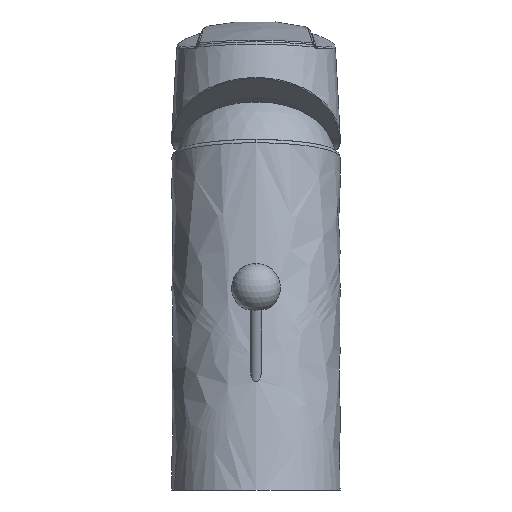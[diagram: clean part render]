
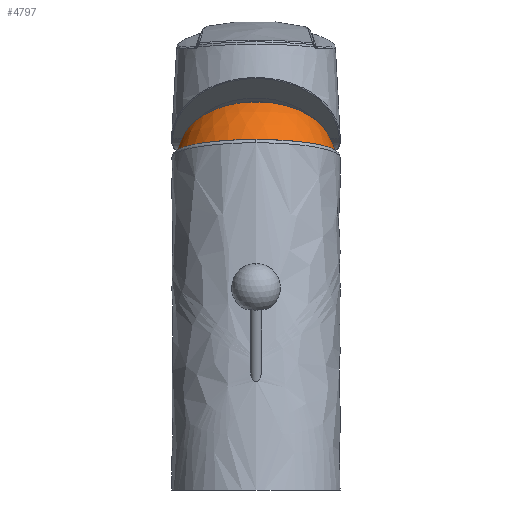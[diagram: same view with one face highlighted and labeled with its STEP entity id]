
A CAD part, left-side view. The second image highlights one B-rep face of the part: STEP entity #4797.
In plain terms, the highlighted spherical face has radius 24.5 mm.
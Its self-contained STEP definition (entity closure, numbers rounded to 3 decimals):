
#67=SPHERICAL_SURFACE('',#5025,24.5);
#169=CIRCLE('',#5005,22.749);
#170=CIRCLE('',#5006,22.749);
#178=CIRCLE('',#5026,23.649);
#798=ORIENTED_EDGE('',*,*,#1471,.F.);
#799=ORIENTED_EDGE('',*,*,#1461,.F.);
#800=ORIENTED_EDGE('',*,*,#1576,.F.);
#801=ORIENTED_EDGE('',*,*,#1575,.T.);
#802=ORIENTED_EDGE('',*,*,#1470,.F.);
#803=ORIENTED_EDGE('',*,*,#1577,.F.);
#804=ORIENTED_EDGE('',*,*,#1452,.F.);
#805=ORIENTED_EDGE('',*,*,#1593,.F.);
#806=ORIENTED_EDGE('',*,*,#1630,.F.);
#1452=EDGE_CURVE('',#1949,#1950,#2272,.T.);
#1461=EDGE_CURVE('',#1957,#1959,#2279,.T.);
#1470=EDGE_CURVE('',#1967,#1966,#2285,.T.);
#1471=EDGE_CURVE('',#1959,#1949,#2286,.T.);
#1575=EDGE_CURVE('',#2029,#1966,#2367,.F.);
#1576=EDGE_CURVE('',#2029,#1957,#169,.F.);
#1577=EDGE_CURVE('',#1950,#1967,#170,.F.);
#1593=EDGE_CURVE('',#2045,#2046,#2383,.T.);
#1630=EDGE_CURVE('',#2046,#2045,#178,.T.);
#1949=VERTEX_POINT('',#5975);
#1950=VERTEX_POINT('',#5981);
#1957=VERTEX_POINT('',#6017);
#1959=VERTEX_POINT('',#6024);
#1966=VERTEX_POINT('',#6150);
#1967=VERTEX_POINT('',#6151);
#2029=VERTEX_POINT('',#8648);
#2045=VERTEX_POINT('',#9640);
#2046=VERTEX_POINT('',#9641);
#2272=B_SPLINE_CURVE_WITH_KNOTS('',3,(#5976,#5977,#5978,#5979,#5980),
 .UNSPECIFIED.,.F.,.F.,(4,1,4),(0.002,0.005,
0.008),.UNSPECIFIED.);
#2279=B_SPLINE_CURVE_WITH_KNOTS('',3,(#6019,#6020,#6021,#6022,#6023),
 .UNSPECIFIED.,.F.,.F.,(4,1,4),(0.,0.003,
0.007),.UNSPECIFIED.);
#2285=B_SPLINE_CURVE_WITH_KNOTS('',3,(#6152,#6153,#6154,#6155,#6156,#6157,
#6158,#6159,#6160,#6161,#6162,#6163,#6164,#6165),.UNSPECIFIED.,.F.,.F.,
(4,1,1,1,1,1,1,1,1,1,1,4),(0.012,0.017,0.019,
0.022,0.024,0.027,0.032,
0.037,0.039,0.042,0.047,
0.052),.UNSPECIFIED.);
#2286=B_SPLINE_CURVE_WITH_KNOTS('',3,(#6319,#6320,#6321,#6322,#6323,#6324,
#6325,#6326,#6327,#6328,#6329,#6330,#6331,#6332,#6333,#6334,#6335,#6336,
#6337),.UNSPECIFIED.,.F.,.F.,(4,1,1,1,1,1,1,1,1,1,1,1,1,1,1,1,4),(0.002,
0.005,0.009,0.013,0.017,
0.02,0.024,0.028,0.032,
0.036,0.039,0.043,0.047,
0.051,0.054,0.058,0.062),
 .UNSPECIFIED.);
#2367=B_SPLINE_CURVE_WITH_KNOTS('',3,(#8644,#8645,#8646,#8647),
 .UNSPECIFIED.,.F.,.F.,(4,4),(0.854,0.854),
 .UNSPECIFIED.);
#2383=B_SPLINE_CURVE_WITH_KNOTS('',3,(#9632,#9633,#9634,#9635,#9636,#9637,
#9638,#9639),.UNSPECIFIED.,.F.,.F.,(4,1,1,1,1,4),(0.,
0.006,0.009,0.012,0.018,
0.025),.UNSPECIFIED.);
#2648=EDGE_LOOP('',(#798,#799,#800,#801,#802,#803,#804));
#2649=EDGE_LOOP('',(#805,#806));
#2898=FACE_BOUND('',#2648,.T.);
#2899=FACE_BOUND('',#2649,.T.);
#4797=ADVANCED_FACE('',(#2898,#2899),#67,.T.);
#5005=AXIS2_PLACEMENT_3D('',#8649,#5358,#5359);
#5006=AXIS2_PLACEMENT_3D('',#8650,#5360,#5361);
#5025=AXIS2_PLACEMENT_3D('',#14785,#5398,#5399);
#5026=AXIS2_PLACEMENT_3D('',#14786,#5400,#5401);
#5358=DIRECTION('',(-0.642,0.,-0.767));
#5359=DIRECTION('',(-0.767,0.,0.642));
#5360=DIRECTION('',(-0.642,0.,-0.767));
#5361=DIRECTION('',(-0.767,0.,0.642));
#5398=DIRECTION('',(-0.174,0.,-0.985));
#5399=DIRECTION('',(0.,-1.,0.));
#5400=DIRECTION('',(-0.174,0.,-0.985));
#5401=DIRECTION('',(0.,-1.,0.));
#5975=CARTESIAN_POINT('',(23.645,22.155,101.467));
#5976=CARTESIAN_POINT('',(23.645,22.155,101.467));
#5977=CARTESIAN_POINT('',(22.634,22.382,101.747));
#5978=CARTESIAN_POINT('',(20.601,22.598,102.545));
#5979=CARTESIAN_POINT('',(18.815,22.296,103.75));
#5980=CARTESIAN_POINT('',(18.008,22.023,104.426));
#5981=CARTESIAN_POINT('',(18.008,22.023,104.426));
#6017=CARTESIAN_POINT('',(18.008,-22.023,104.426));
#6019=CARTESIAN_POINT('',(18.008,-22.023,104.426));
#6020=CARTESIAN_POINT('',(18.815,-22.296,103.75));
#6021=CARTESIAN_POINT('',(20.598,-22.597,102.548));
#6022=CARTESIAN_POINT('',(22.62,-22.385,101.751));
#6023=CARTESIAN_POINT('',(23.639,-22.156,101.469));
#6024=CARTESIAN_POINT('',(23.639,-22.156,101.469));
#6150=CARTESIAN_POINT('',(11.376,-17.65,109.981));
#6151=CARTESIAN_POINT('',(11.378,17.652,109.98));
#6152=CARTESIAN_POINT('',(11.377,17.651,109.98));
#6153=CARTESIAN_POINT('',(10.384,16.59,110.82));
#6154=CARTESIAN_POINT('',(9.01,14.756,111.979));
#6155=CARTESIAN_POINT('',(7.547,12.017,113.211));
#6156=CARTESIAN_POINT('',(6.614,9.786,113.995));
#6157=CARTESIAN_POINT('',(5.88,7.437,114.612));
#6158=CARTESIAN_POINT('',(5.178,4.221,115.201));
#6159=CARTESIAN_POINT('',(4.816,-0.021,115.504));
#6160=CARTESIAN_POINT('',(5.175,-4.199,115.205));
#6161=CARTESIAN_POINT('',(5.888,-7.465,114.606));
#6162=CARTESIAN_POINT('',(6.856,-10.557,113.792));
#6163=CARTESIAN_POINT('',(8.579,-14.191,112.342));
#6164=CARTESIAN_POINT('',(10.373,-16.579,110.829));
#6165=CARTESIAN_POINT('',(11.376,-17.65,109.981));
#6319=CARTESIAN_POINT('',(23.639,-22.156,101.469));
#6320=CARTESIAN_POINT('',(24.83,-21.88,101.164));
#6321=CARTESIAN_POINT('',(27.191,-21.053,100.747));
#6322=CARTESIAN_POINT('',(30.478,-19.24,100.157));
#6323=CARTESIAN_POINT('',(33.412,-16.913,99.646));
#6324=CARTESIAN_POINT('',(35.949,-14.107,99.2));
#6325=CARTESIAN_POINT('',(37.979,-10.945,98.844));
#6326=CARTESIAN_POINT('',(39.485,-7.452,98.58));
#6327=CARTESIAN_POINT('',(40.396,-3.798,98.421));
#6328=CARTESIAN_POINT('',(40.706,0.006,98.369));
#6329=CARTESIAN_POINT('',(40.402,3.759,98.422));
#6330=CARTESIAN_POINT('',(39.48,7.464,98.584));
#6331=CARTESIAN_POINT('',(37.997,10.911,98.845));
#6332=CARTESIAN_POINT('',(35.941,14.116,99.205));
#6333=CARTESIAN_POINT('',(33.439,16.886,99.645));
#6334=CARTESIAN_POINT('',(30.468,19.245,100.163));
#6335=CARTESIAN_POINT('',(27.224,21.035,100.746));
#6336=CARTESIAN_POINT('',(24.838,21.879,101.159));
#6337=CARTESIAN_POINT('',(23.645,22.155,101.467));
#8644=CARTESIAN_POINT('',(11.376,-17.65,109.981));
#8645=CARTESIAN_POINT('',(11.377,-17.651,109.981));
#8646=CARTESIAN_POINT('',(11.378,-17.652,109.98));
#8647=CARTESIAN_POINT('',(11.378,-17.652,109.979));
#8648=CARTESIAN_POINT('',(11.378,-17.652,109.979));
#8649=CARTESIAN_POINT('',(22.379,0.,100.764));
#8650=CARTESIAN_POINT('',(22.379,0.,100.764));
#9632=CARTESIAN_POINT('',(37.899,11.683,96.524));
#9633=CARTESIAN_POINT('',(38.896,9.896,96.371));
#9634=CARTESIAN_POINT('',(40.042,7.015,96.197));
#9635=CARTESIAN_POINT('',(40.803,3.05,96.082));
#9636=CARTESIAN_POINT('',(41.062,-1.042,96.043));
#9637=CARTESIAN_POINT('',(40.416,-6.088,96.14));
#9638=CARTESIAN_POINT('',(38.886,-9.919,96.373));
#9639=CARTESIAN_POINT('',(37.887,-11.705,96.527));
#9640=CARTESIAN_POINT('',(37.899,11.683,96.524));
#9641=CARTESIAN_POINT('',(37.887,-11.705,96.527));
#14785=CARTESIAN_POINT('',(16.538,0.,93.792));
#14786=CARTESIAN_POINT('',(17.649,0.,100.095));
